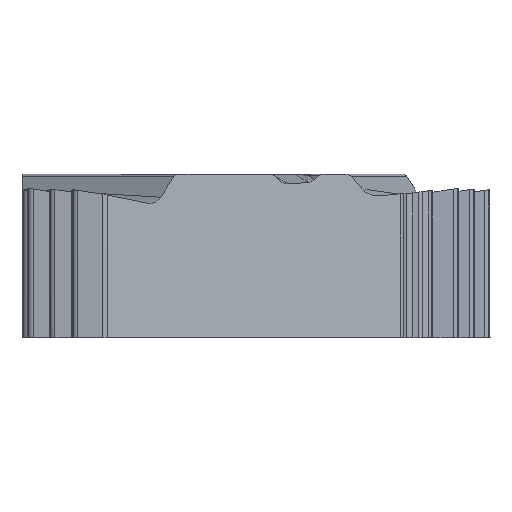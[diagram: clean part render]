
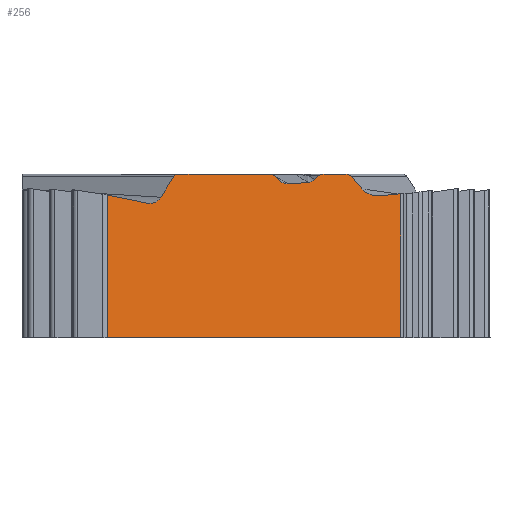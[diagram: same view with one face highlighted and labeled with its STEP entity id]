
A CAD part, front view. The second image highlights one B-rep face of the part: STEP entity #256.
In plain terms, the highlighted planar face has unit normal (0.5, -0.866, 0).
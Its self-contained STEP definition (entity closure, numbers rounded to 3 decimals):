
#256=ADVANCED_FACE('',(#488),#399,.F.);
#399=PLANE('',#3264);
#488=FACE_OUTER_BOUND('',#646,.T.);
#646=EDGE_LOOP('',(#1029,#1030,#1031,#1032,#1033,#1034,#1035,#1036,#1037,
#1038,#1039,#1040,#1041,#1042,#1043,#1044,#1045,#1046,#1047,#1048));
#805=ELLIPSE('',#3258,0.583,0.4);
#806=ELLIPSE('',#3259,0.212,0.15);
#807=ELLIPSE('',#3260,0.15,0.15);
#808=ELLIPSE('',#3261,0.167,0.15);
#809=ELLIPSE('',#3262,0.155,0.15);
#810=ELLIPSE('',#3263,0.411,0.4);
#1029=ORIENTED_EDGE('',*,*,#2211,.F.);
#1030=ORIENTED_EDGE('',*,*,#2212,.T.);
#1031=ORIENTED_EDGE('',*,*,#2213,.F.);
#1032=ORIENTED_EDGE('',*,*,#2214,.T.);
#1033=ORIENTED_EDGE('',*,*,#2215,.F.);
#1034=ORIENTED_EDGE('',*,*,#2216,.F.);
#1035=ORIENTED_EDGE('',*,*,#2217,.F.);
#1036=ORIENTED_EDGE('',*,*,#2218,.F.);
#1037=ORIENTED_EDGE('',*,*,#2219,.F.);
#1038=ORIENTED_EDGE('',*,*,#2220,.F.);
#1039=ORIENTED_EDGE('',*,*,#2221,.F.);
#1040=ORIENTED_EDGE('',*,*,#2222,.F.);
#1041=ORIENTED_EDGE('',*,*,#2223,.F.);
#1042=ORIENTED_EDGE('',*,*,#2224,.F.);
#1043=ORIENTED_EDGE('',*,*,#2225,.F.);
#1044=ORIENTED_EDGE('',*,*,#2226,.F.);
#1045=ORIENTED_EDGE('',*,*,#2227,.F.);
#1046=ORIENTED_EDGE('',*,*,#2228,.T.);
#1047=ORIENTED_EDGE('',*,*,#2229,.F.);
#1048=ORIENTED_EDGE('',*,*,#2230,.T.);
#1873=VERTEX_POINT('',#5172);
#1874=VERTEX_POINT('',#5173);
#1875=VERTEX_POINT('',#5175);
#1876=VERTEX_POINT('',#5177);
#1877=VERTEX_POINT('',#5179);
#1878=VERTEX_POINT('',#5181);
#1879=VERTEX_POINT('',#5183);
#1880=VERTEX_POINT('',#5185);
#1881=VERTEX_POINT('',#5187);
#1882=VERTEX_POINT('',#5189);
#1883=VERTEX_POINT('',#5203);
#1884=VERTEX_POINT('',#5205);
#1885=VERTEX_POINT('',#5219);
#1886=VERTEX_POINT('',#5221);
#1887=VERTEX_POINT('',#5223);
#1888=VERTEX_POINT('',#5225);
#1889=VERTEX_POINT('',#5227);
#1890=VERTEX_POINT('',#5229);
#1891=VERTEX_POINT('',#5231);
#1892=VERTEX_POINT('',#5233);
#2211=EDGE_CURVE('',#1873,#1874,#2615,.T.);
#2212=EDGE_CURVE('',#1873,#1875,#2616,.T.);
#2213=EDGE_CURVE('',#1876,#1875,#2617,.T.);
#2214=EDGE_CURVE('',#1876,#1877,#805,.T.);
#2215=EDGE_CURVE('',#1878,#1877,#2618,.T.);
#2216=EDGE_CURVE('',#1879,#1878,#806,.T.);
#2217=EDGE_CURVE('',#1880,#1879,#2619,.T.);
#2218=EDGE_CURVE('',#1881,#1880,#807,.T.);
#2219=EDGE_CURVE('',#1882,#1881,#2620,.T.);
#2220=EDGE_CURVE('',#1883,#1882,#3108,.T.);
#2221=EDGE_CURVE('',#1884,#1883,#2621,.T.);
#2222=EDGE_CURVE('',#1885,#1884,#3109,.T.);
#2223=EDGE_CURVE('',#1886,#1885,#2622,.T.);
#2224=EDGE_CURVE('',#1887,#1886,#808,.T.);
#2225=EDGE_CURVE('',#1888,#1887,#2623,.T.);
#2226=EDGE_CURVE('',#1889,#1888,#809,.T.);
#2227=EDGE_CURVE('',#1890,#1889,#2624,.T.);
#2228=EDGE_CURVE('',#1890,#1891,#810,.T.);
#2229=EDGE_CURVE('',#1892,#1891,#2625,.T.);
#2230=EDGE_CURVE('',#1892,#1874,#2626,.T.);
#2615=LINE('',#5171,#2900);
#2616=LINE('',#5174,#2901);
#2617=LINE('',#5176,#2902);
#2618=LINE('',#5180,#2903);
#2619=LINE('',#5184,#2904);
#2620=LINE('',#5188,#2905);
#2621=LINE('',#5204,#2906);
#2622=LINE('',#5220,#2907);
#2623=LINE('',#5224,#2908);
#2624=LINE('',#5228,#2909);
#2625=LINE('',#5232,#2910);
#2626=LINE('',#5234,#2911);
#2900=VECTOR('',#3742,1.);
#2901=VECTOR('',#3743,1.);
#2902=VECTOR('',#3744,1.);
#2903=VECTOR('',#3747,1.);
#2904=VECTOR('',#3750,1.);
#2905=VECTOR('',#3753,1.);
#2906=VECTOR('',#3754,1.);
#2907=VECTOR('',#3755,1.);
#2908=VECTOR('',#3758,1.);
#2909=VECTOR('',#3761,1.);
#2910=VECTOR('',#3764,1.);
#2911=VECTOR('',#3765,1.);
#3108=B_SPLINE_CURVE_WITH_KNOTS('',3,(#5190,#5191,#5192,#5193,#5194,#5195,
#5196,#5197,#5198,#5199,#5200,#5201,#5202),.UNSPECIFIED.,.F.,.F.,(4,3,3,
3,4),(0.,0.249,0.498,0.746,1.),
 .UNSPECIFIED.);
#3109=B_SPLINE_CURVE_WITH_KNOTS('',3,(#5206,#5207,#5208,#5209,#5210,#5211,
#5212,#5213,#5214,#5215,#5216,#5217,#5218),.UNSPECIFIED.,.F.,.F.,(4,3,3,
3,4),(0.,0.234,0.468,0.701,1.),
 .UNSPECIFIED.);
#3258=AXIS2_PLACEMENT_3D('',#5178,#3745,#3746);
#3259=AXIS2_PLACEMENT_3D('',#5182,#3748,#3749);
#3260=AXIS2_PLACEMENT_3D('',#5186,#3751,#3752);
#3261=AXIS2_PLACEMENT_3D('',#5222,#3756,#3757);
#3262=AXIS2_PLACEMENT_3D('',#5226,#3759,#3760);
#3263=AXIS2_PLACEMENT_3D('',#5230,#3762,#3763);
#3264=AXIS2_PLACEMENT_3D('',#5235,#3766,#3767);
#3742=DIRECTION('',(-0.866,-0.5,0.));
#3743=DIRECTION('',(0.,0.,1.));
#3744=DIRECTION('',(0.863,0.498,0.088));
#3745=DIRECTION('',(-0.5,0.866,0.));
#3746=DIRECTION('',(-0.865,-0.499,0.056));
#3747=DIRECTION('',(0.609,0.352,-0.711));
#3748=DIRECTION('',(-0.5,0.866,0.));
#3749=DIRECTION('',(-0.866,-0.5,0.));
#3750=DIRECTION('',(0.866,0.5,0.));
#3751=DIRECTION('',(-0.5,0.866,0.));
#3752=DIRECTION('',(0.866,0.5,0.));
#3753=DIRECTION('',(0.658,0.38,0.651));
#3754=DIRECTION('',(0.865,0.5,0.043));
#3755=DIRECTION('',(0.686,0.396,-0.611));
#3756=DIRECTION('',(-0.5,0.866,0.));
#3757=DIRECTION('',(-0.866,-0.5,0.));
#3758=DIRECTION('',(0.866,0.5,0.));
#3759=DIRECTION('',(-0.5,0.866,0.));
#3760=DIRECTION('',(-0.866,-0.5,0.));
#3761=DIRECTION('',(0.508,0.293,0.81));
#3762=DIRECTION('',(-0.5,0.866,0.));
#3763=DIRECTION('',(-0.853,-0.492,0.174));
#3764=DIRECTION('',(0.853,0.492,-0.174));
#3765=DIRECTION('',(0.,0.,-1.));
#3766=DIRECTION('',(-0.5,0.866,0.));
#3767=DIRECTION('',(0.,0.,-1.));
#5171=CARTESIAN_POINT('',(-0.367,-5.711,-3.97));
#5172=CARTESIAN_POINT('',(5.324,-2.426,-3.97));
#5173=CARTESIAN_POINT('',(-2.492,-6.938,-3.97));
#5174=CARTESIAN_POINT('',(5.324,-2.426,3.38));
#5175=CARTESIAN_POINT('',(5.324,-2.426,-0.137));
#5176=CARTESIAN_POINT('',(-0.312,-5.68,-0.711));
#5177=CARTESIAN_POINT('',(4.785,-2.737,-0.192));
#5178=CARTESIAN_POINT('',(4.699,-2.786,0.206));
#5179=CARTESIAN_POINT('',(4.286,-3.025,-0.01));
#5180=CARTESIAN_POINT('',(1.978,-4.357,2.681));
#5181=CARTESIAN_POINT('',(4.007,-3.186,0.316));
#5182=CARTESIAN_POINT('',(3.856,-3.273,0.23));
#5183=CARTESIAN_POINT('',(3.856,-3.273,0.38));
#5184=CARTESIAN_POINT('',(-0.367,-5.711,0.38));
#5185=CARTESIAN_POINT('',(3.222,-3.639,0.38));
#5186=CARTESIAN_POINT('',(3.222,-3.639,0.23));
#5187=CARTESIAN_POINT('',(3.137,-3.688,0.344));
#5188=CARTESIAN_POINT('',(0.97,-4.939,-1.801));
#5189=CARTESIAN_POINT('',(3.029,-3.75,0.237));
#5190=CARTESIAN_POINT('',(2.857,-3.85,0.158));
#5191=CARTESIAN_POINT('',(2.873,-3.841,0.159));
#5192=CARTESIAN_POINT('',(2.888,-3.832,0.162));
#5193=CARTESIAN_POINT('',(2.904,-3.823,0.165));
#5194=CARTESIAN_POINT('',(2.919,-3.814,0.169));
#5195=CARTESIAN_POINT('',(2.934,-3.805,0.174));
#5196=CARTESIAN_POINT('',(2.949,-3.797,0.181));
#5197=CARTESIAN_POINT('',(2.963,-3.789,0.188));
#5198=CARTESIAN_POINT('',(2.977,-3.78,0.196));
#5199=CARTESIAN_POINT('',(2.99,-3.773,0.205));
#5200=CARTESIAN_POINT('',(3.004,-3.765,0.214));
#5201=CARTESIAN_POINT('',(3.017,-3.757,0.225));
#5202=CARTESIAN_POINT('',(3.029,-3.75,0.237));
#5203=CARTESIAN_POINT('',(2.857,-3.85,0.158));
#5204=CARTESIAN_POINT('',(-0.367,-5.711,0.));
#5205=CARTESIAN_POINT('',(2.296,-4.173,0.131));
#5206=CARTESIAN_POINT('',(2.124,-4.273,0.193));
#5207=CARTESIAN_POINT('',(2.136,-4.266,0.182));
#5208=CARTESIAN_POINT('',(2.148,-4.259,0.173));
#5209=CARTESIAN_POINT('',(2.161,-4.252,0.166));
#5210=CARTESIAN_POINT('',(2.173,-4.245,0.158));
#5211=CARTESIAN_POINT('',(2.186,-4.237,0.151));
#5212=CARTESIAN_POINT('',(2.2,-4.229,0.146));
#5213=CARTESIAN_POINT('',(2.214,-4.221,0.141));
#5214=CARTESIAN_POINT('',(2.228,-4.213,0.137));
#5215=CARTESIAN_POINT('',(2.242,-4.205,0.134));
#5216=CARTESIAN_POINT('',(2.26,-4.195,0.131));
#5217=CARTESIAN_POINT('',(2.278,-4.184,0.13));
#5218=CARTESIAN_POINT('',(2.296,-4.173,0.131));
#5219=CARTESIAN_POINT('',(2.124,-4.273,0.193));
#5220=CARTESIAN_POINT('',(4.089,-3.139,-1.557));
#5221=CARTESIAN_POINT('',(1.954,-4.371,0.344));
#5222=CARTESIAN_POINT('',(1.861,-4.425,0.23));
#5223=CARTESIAN_POINT('',(1.861,-4.425,0.38));
#5224=CARTESIAN_POINT('',(5.129,-2.538,0.38));
#5225=CARTESIAN_POINT('',(-0.613,-5.853,0.38));
#5226=CARTESIAN_POINT('',(-0.613,-5.853,0.23));
#5227=CARTESIAN_POINT('',(-0.723,-5.917,0.316));
#5228=CARTESIAN_POINT('',(1.163,-4.828,3.32));
#5229=CARTESIAN_POINT('',(-1.065,-6.114,-0.229));
#5230=CARTESIAN_POINT('',(-1.357,-6.283,0.004));
#5231=CARTESIAN_POINT('',(-1.417,-6.317,-0.39));
#5232=CARTESIAN_POINT('',(4.874,-2.685,-1.671));
#5233=CARTESIAN_POINT('',(-2.492,-6.938,-0.172));
#5234=CARTESIAN_POINT('',(-2.492,-6.938,-5.47));
#5235=CARTESIAN_POINT('',(-0.367,-5.711,0.));
